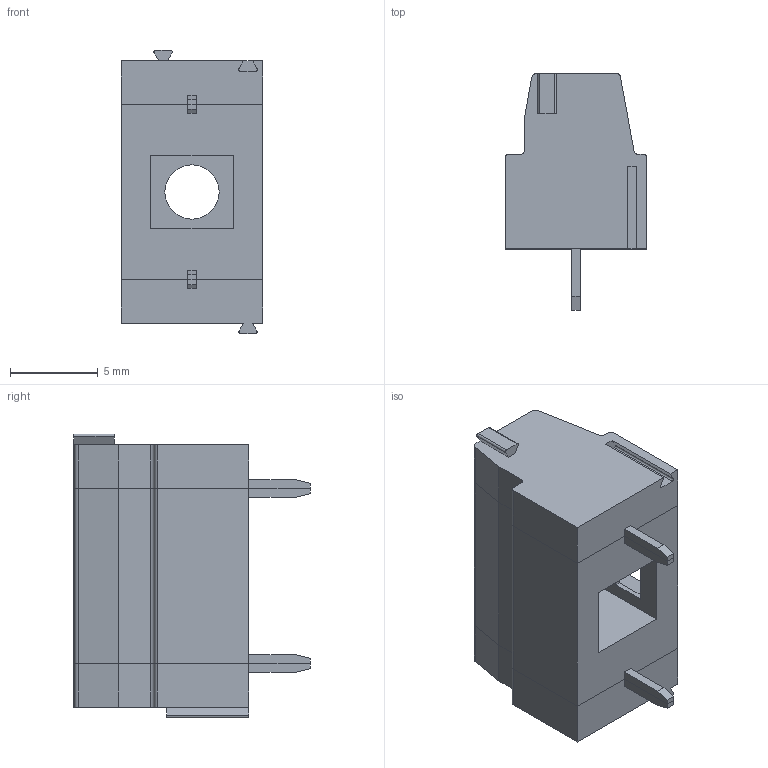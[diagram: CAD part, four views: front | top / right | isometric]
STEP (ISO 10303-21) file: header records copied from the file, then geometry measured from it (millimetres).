
FILE_DESCRIPTION( ( 'Unknown' ), '1' );
FILE_NAME( '691213810002.stp', 'Unknown', ( 'Unknown' ), ( 'Unknown' ), 'PSStep 18.0.17', 'Unknown', ' ' );
FILE_SCHEMA( ( 'AUTOMOTIVE_DESIGN { 1 0 10303 214 1 1 1 1 }' ) );
Length unit declared in the file: millimetre
Products named in the file (4): Assem1; CII10_CNT; CII10_DX; CII10_SX
Assembly tree (3 placements, depth 2):
  Assem1
    CII10_CNT
    CII10_DX
    CII10_SX
Bounding box: 8.1 x 13.5 x 16.2 mm (x, y, z)
Volume: 749.2 mm3; surface area: 1227.8 mm2
Topology: 3 solids, 3 shells, 200 faces, 565 edges, 373 vertices
Faces by surface type: plane 168, cylinder 32
Full cylindrical faces by diameter (mm): 3.1 x1, 3.8 x1
Entity records: 8052 total; most frequent: CARTESIAN_POINT 1138, ORIENTED_EDGE 1124, DIRECTION 1042, EDGE_CURVE 562, LINE 490, VECTOR 490, VERTEX_POINT 372, AXIS2_PLACEMENT_3D 276
